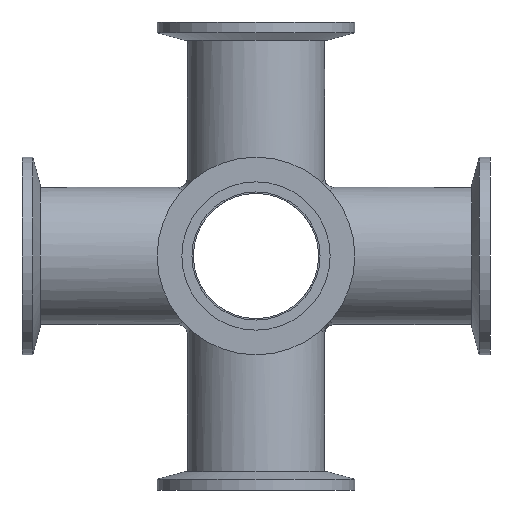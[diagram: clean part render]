
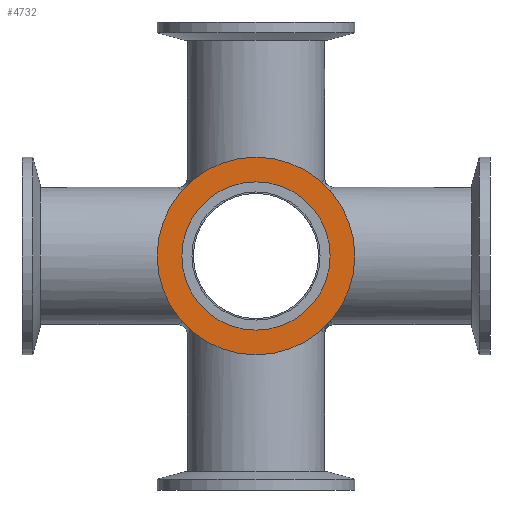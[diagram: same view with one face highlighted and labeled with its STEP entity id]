
A CAD part, front view. The second image highlights one B-rep face of the part: STEP entity #4732.
In plain terms, the highlighted face is planar.
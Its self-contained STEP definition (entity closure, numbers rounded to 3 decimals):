
#237 = FACE_BOUND ( 'NONE', #5731, .T. ) ;
#555 = AXIS2_PLACEMENT_3D ( 'NONE', #7786, #665, #7060 ) ;
#665 = DIRECTION ( 'NONE',  ( 0., 1., 0. ) ) ;
#1144 = CARTESIAN_POINT ( 'NONE',  ( 0., 0., 0. ) ) ;
#1649 = ORIENTED_EDGE ( 'NONE', *, *, #6506, .F. ) ;
#2191 = EDGE_LOOP ( 'NONE', ( #1649 ) ) ;
#4059 = VERTEX_POINT ( 'NONE', #5186 ) ;
#4677 = ORIENTED_EDGE ( 'NONE', *, *, #7343, .T. ) ;
#4732 = ADVANCED_FACE ( 'NONE', ( #237, #7592 ), #6339, .T. ) ;
#4887 = DIRECTION ( 'NONE',  ( 0., 0., -1. ) ) ;
#5186 = CARTESIAN_POINT ( 'NONE',  ( 0., 0., -27.45 ) ) ;
#5731 = EDGE_LOOP ( 'NONE', ( #4677 ) ) ;
#5928 = VERTEX_POINT ( 'NONE', #6577 ) ;
#5978 = DIRECTION ( 'NONE',  ( 0., 0., -1. ) ) ;
#6129 = AXIS2_PLACEMENT_3D ( 'NONE', #7742, #8475, #4887 ) ;
#6339 = PLANE ( 'NONE',  #555 ) ;
#6506 = EDGE_CURVE ( 'NONE', #4059, #4059, #6758, .T. ) ;
#6546 = AXIS2_PLACEMENT_3D ( 'NONE', #1144, #7508, #5978 ) ;
#6577 = CARTESIAN_POINT ( 'NONE',  ( 0., 0., -20.6 ) ) ;
#6758 = CIRCLE ( 'NONE', #6546, 27.45 ) ;
#7060 = DIRECTION ( 'NONE',  ( 0., 0., 1. ) ) ;
#7343 = EDGE_CURVE ( 'NONE', #5928, #5928, #9195, .T. ) ;
#7508 = DIRECTION ( 'NONE',  ( 0., -1., 0. ) ) ;
#7592 = FACE_OUTER_BOUND ( 'NONE', #2191, .T. ) ;
#7742 = CARTESIAN_POINT ( 'NONE',  ( 0., 0., 0. ) ) ;
#7786 = CARTESIAN_POINT ( 'NONE',  ( 0., 0., 0. ) ) ;
#8475 = DIRECTION ( 'NONE',  ( 0., -1., 0. ) ) ;
#9195 = CIRCLE ( 'NONE', #6129, 20.6 ) ;
